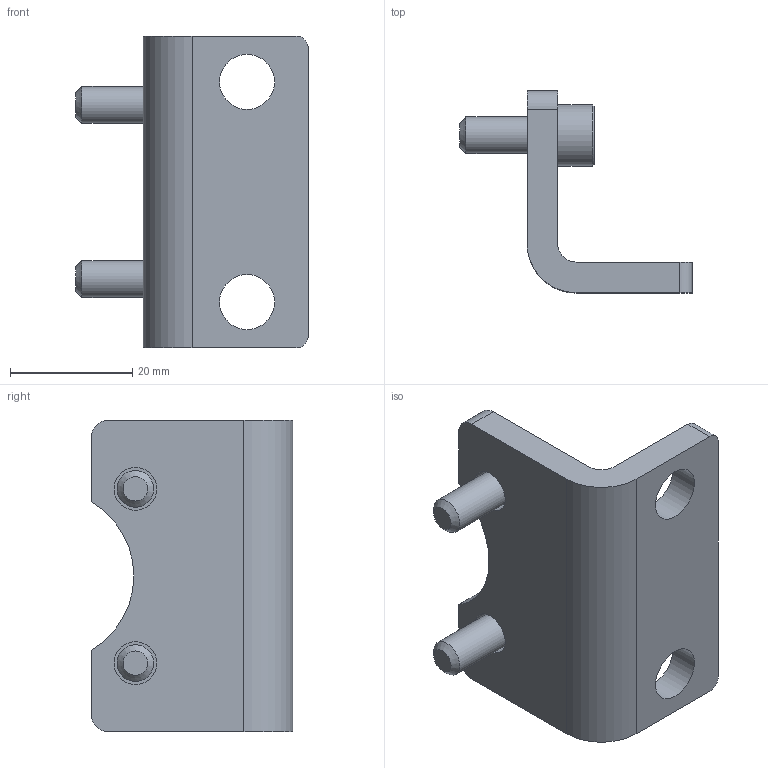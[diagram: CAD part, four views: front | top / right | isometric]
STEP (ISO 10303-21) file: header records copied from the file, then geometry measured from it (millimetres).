
FILE_DESCRIPTION(/* description */ ('PIEDINO / LOW RISE PEDESTAL '),/* implementation_level */ '2;1');
FILE_NAME(/* name */ 'AF50E.stp',/* time_stamp */ '2019-01-03T12:09:43+01:00',/* author */ ('dansca'),/* organization */ (''),/* preprocessor_version */ 'ST-DEVELOPER v17.2',/* originating_system */ 'Autodesk Inventor 2019',/* authorisation */ '');
FILE_SCHEMA (('AUTOMOTIVE_DESIGN { 1 0 10303 214 3 1 1 }'));
Length unit declared in the file: millimetre
Products named in the file (3): AF50E; AF50-1; VM616
Assembly tree (3 placements, depth 2):
  AF50E
    AF50-1
    VM616  x2
Bounding box: 38 x 33 x 51 mm (x, y, z)
Volume: 13362.3 mm3; surface area: 7684.7 mm2
Topology: 3 solids, 3 shells, 62 faces, 158 edges, 104 vertices
Faces by surface type: plane 39, cylinder 15, cone 8
Full cylindrical faces by diameter (mm): 6 x2, 7 x2, 9 x2, 10 x2
Entity records: 1382 total; most frequent: CARTESIAN_POINT 246, DIRECTION 224, ORIENTED_EDGE 210, EDGE_CURVE 105, AXIS2_PLACEMENT_3D 84, VERTEX_POINT 70, LINE 56, VECTOR 56
